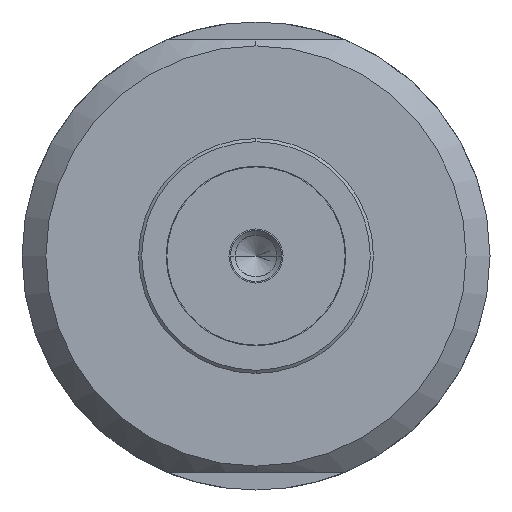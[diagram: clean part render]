
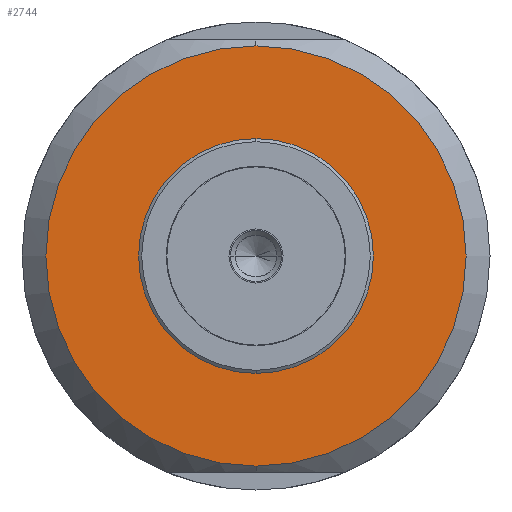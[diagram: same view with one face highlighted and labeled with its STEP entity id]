
A CAD part, left-side view. The second image highlights one B-rep face of the part: STEP entity #2744.
In plain terms, the highlighted planar face has unit normal (-1, 0, 0).
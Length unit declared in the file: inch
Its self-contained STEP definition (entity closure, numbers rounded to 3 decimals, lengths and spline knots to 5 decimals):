
#34 = CIRCLE ( 'NONE', #1383, 0.17121 ) ;
#126 = DIRECTION ( 'NONE',  ( 0., 0., -1. ) ) ;
#142 = ORIENTED_EDGE ( 'NONE', *, *, #799, .F. ) ;
#346 = CARTESIAN_POINT ( 'NONE',  ( -0.43107, 0., -0.30636 ) ) ;
#372 = EDGE_LOOP ( 'NONE', ( #511, #142 ) ) ;
#387 = PLANE ( 'NONE',  #3432 ) ;
#511 = ORIENTED_EDGE ( 'NONE', *, *, #2662, .F. ) ;
#694 = CARTESIAN_POINT ( 'NONE',  ( -0.43107, 0., -0.30636 ) ) ;
#748 = AXIS2_PLACEMENT_3D ( 'NONE', #2604, #1170, #2315 ) ;
#799 = EDGE_CURVE ( 'NONE', #2082, #979, #1663, .T. ) ;
#954 = DIRECTION ( 'NONE',  ( -1., 0., 0. ) ) ;
#968 = CARTESIAN_POINT ( 'NONE',  ( -0.43107, 0., 0. ) ) ;
#979 = VERTEX_POINT ( 'NONE', #1596 ) ;
#1083 = EDGE_CURVE ( 'NONE', #3030, #2508, #2791, .T. ) ;
#1124 = AXIS2_PLACEMENT_3D ( 'NONE', #968, #954, #2137 ) ;
#1159 = DIRECTION ( 'NONE',  ( 0., 0., 1. ) ) ;
#1170 = DIRECTION ( 'NONE',  ( -1., 0., 0. ) ) ;
#1381 = CARTESIAN_POINT ( 'NONE',  ( -0.43107, 0., 0.17121 ) ) ;
#1383 = AXIS2_PLACEMENT_3D ( 'NONE', #3763, #2268, #2541 ) ;
#1439 = EDGE_LOOP ( 'NONE', ( #3470, #2794 ) ) ;
#1596 = CARTESIAN_POINT ( 'NONE',  ( -0.43107, 0., -0.17121 ) ) ;
#1663 = CIRCLE ( 'NONE', #2291, 0.17121 ) ;
#1730 = DIRECTION ( 'NONE',  ( -1., 0., 0. ) ) ;
#1788 = CARTESIAN_POINT ( 'NONE',  ( -0.43107, 0., 0.30636 ) ) ;
#2028 = CARTESIAN_POINT ( 'NONE',  ( -0.43107, 0., 0. ) ) ;
#2082 = VERTEX_POINT ( 'NONE', #1381 ) ;
#2137 = DIRECTION ( 'NONE',  ( 0., 0., 1. ) ) ;
#2185 = EDGE_CURVE ( 'NONE', #2508, #3030, #3310, .T. ) ;
#2195 = DIRECTION ( 'NONE',  ( 1., 0., 0. ) ) ;
#2268 = DIRECTION ( 'NONE',  ( -1., 0., 0. ) ) ;
#2291 = AXIS2_PLACEMENT_3D ( 'NONE', #2028, #1730, #1159 ) ;
#2315 = DIRECTION ( 'NONE',  ( 0., 0., 1. ) ) ;
#2508 = VERTEX_POINT ( 'NONE', #346 ) ;
#2541 = DIRECTION ( 'NONE',  ( 0., 0., 1. ) ) ;
#2604 = CARTESIAN_POINT ( 'NONE',  ( -0.43107, 0., 0. ) ) ;
#2662 = EDGE_CURVE ( 'NONE', #979, #2082, #34, .T. ) ;
#2744 = ADVANCED_FACE ( 'NONE', ( #3674, #3047 ), #387, .F. ) ;
#2791 = CIRCLE ( 'NONE', #1124, 0.30636 ) ;
#2794 = ORIENTED_EDGE ( 'NONE', *, *, #1083, .T. ) ;
#3030 = VERTEX_POINT ( 'NONE', #1788 ) ;
#3047 = FACE_OUTER_BOUND ( 'NONE', #1439, .T. ) ;
#3310 = CIRCLE ( 'NONE', #748, 0.30636 ) ;
#3432 = AXIS2_PLACEMENT_3D ( 'NONE', #694, #2195, #126 ) ;
#3470 = ORIENTED_EDGE ( 'NONE', *, *, #2185, .T. ) ;
#3674 = FACE_BOUND ( 'NONE', #372, .T. ) ;
#3763 = CARTESIAN_POINT ( 'NONE',  ( -0.43107, 0., 0. ) ) ;
